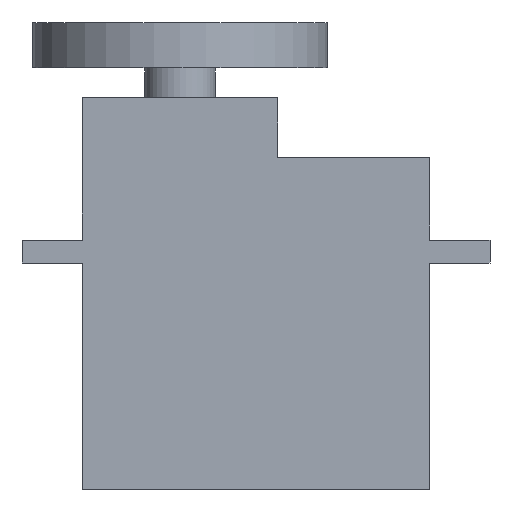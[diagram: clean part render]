
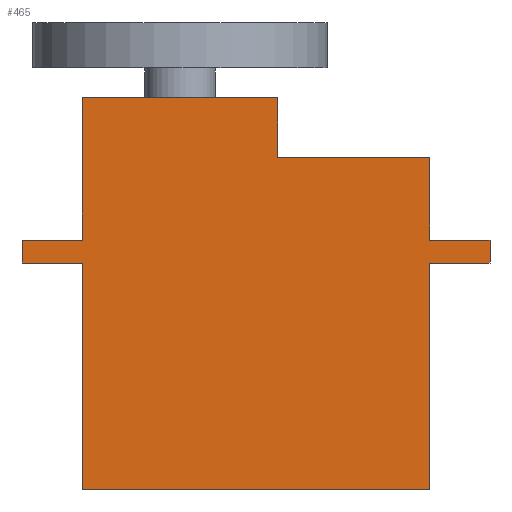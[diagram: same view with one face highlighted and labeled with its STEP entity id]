
A CAD part, left-side view. The second image highlights one B-rep face of the part: STEP entity #465.
In plain terms, the highlighted planar face has unit normal (-1, 0, 0).
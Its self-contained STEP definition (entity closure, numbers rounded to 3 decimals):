
#33=PLANE('',#521);
#57=FACE_OUTER_BOUND('',#83,.T.);
#83=EDGE_LOOP('',(#358,#359,#360,#361,#362,#363,#364,#365,#366,#367,#368,
#369,#370,#371));
#109=LINE('',#725,#156);
#110=LINE('',#727,#157);
#111=LINE('',#729,#158);
#112=LINE('',#731,#159);
#113=LINE('',#733,#160);
#114=LINE('',#735,#161);
#115=LINE('',#737,#162);
#116=LINE('',#739,#163);
#117=LINE('',#741,#164);
#118=LINE('',#743,#165);
#119=LINE('',#745,#166);
#120=LINE('',#747,#167);
#121=LINE('',#749,#168);
#122=LINE('',#750,#169);
#156=VECTOR('',#599,10.);
#157=VECTOR('',#600,10.);
#158=VECTOR('',#601,10.);
#159=VECTOR('',#602,10.);
#160=VECTOR('',#603,10.);
#161=VECTOR('',#604,10.);
#162=VECTOR('',#605,10.);
#163=VECTOR('',#606,10.);
#164=VECTOR('',#607,10.);
#165=VECTOR('',#608,10.);
#166=VECTOR('',#609,10.);
#167=VECTOR('',#610,10.);
#168=VECTOR('',#611,10.);
#169=VECTOR('',#612,10.);
#232=VERTEX_POINT('',#723);
#233=VERTEX_POINT('',#724);
#234=VERTEX_POINT('',#726);
#235=VERTEX_POINT('',#728);
#236=VERTEX_POINT('',#730);
#237=VERTEX_POINT('',#732);
#238=VERTEX_POINT('',#734);
#239=VERTEX_POINT('',#736);
#240=VERTEX_POINT('',#738);
#241=VERTEX_POINT('',#740);
#242=VERTEX_POINT('',#742);
#243=VERTEX_POINT('',#744);
#244=VERTEX_POINT('',#746);
#245=VERTEX_POINT('',#748);
#282=EDGE_CURVE('',#232,#233,#109,.T.);
#283=EDGE_CURVE('',#233,#234,#110,.T.);
#284=EDGE_CURVE('',#234,#235,#111,.T.);
#285=EDGE_CURVE('',#235,#236,#112,.T.);
#286=EDGE_CURVE('',#236,#237,#113,.T.);
#287=EDGE_CURVE('',#237,#238,#114,.T.);
#288=EDGE_CURVE('',#238,#239,#115,.T.);
#289=EDGE_CURVE('',#239,#240,#116,.T.);
#290=EDGE_CURVE('',#240,#241,#117,.T.);
#291=EDGE_CURVE('',#241,#242,#118,.T.);
#292=EDGE_CURVE('',#242,#243,#119,.T.);
#293=EDGE_CURVE('',#243,#244,#120,.T.);
#294=EDGE_CURVE('',#244,#245,#121,.T.);
#295=EDGE_CURVE('',#245,#232,#122,.T.);
#358=ORIENTED_EDGE('',*,*,#282,.T.);
#359=ORIENTED_EDGE('',*,*,#283,.T.);
#360=ORIENTED_EDGE('',*,*,#284,.T.);
#361=ORIENTED_EDGE('',*,*,#285,.T.);
#362=ORIENTED_EDGE('',*,*,#286,.T.);
#363=ORIENTED_EDGE('',*,*,#287,.T.);
#364=ORIENTED_EDGE('',*,*,#288,.T.);
#365=ORIENTED_EDGE('',*,*,#289,.T.);
#366=ORIENTED_EDGE('',*,*,#290,.T.);
#367=ORIENTED_EDGE('',*,*,#291,.T.);
#368=ORIENTED_EDGE('',*,*,#292,.T.);
#369=ORIENTED_EDGE('',*,*,#293,.T.);
#370=ORIENTED_EDGE('',*,*,#294,.T.);
#371=ORIENTED_EDGE('',*,*,#295,.T.);
#465=ADVANCED_FACE('',(#57),#33,.T.);
#521=AXIS2_PLACEMENT_3D('',#722,#597,#598);
#597=DIRECTION('center_axis',(-1.,0.,0.));
#598=DIRECTION('ref_axis',(0.,0.,1.));
#599=DIRECTION('',(0.,1.,0.));
#600=DIRECTION('',(0.,0.,-1.));
#601=DIRECTION('',(0.,1.,0.));
#602=DIRECTION('',(0.,0.,-1.));
#603=DIRECTION('',(0.,-1.,0.));
#604=DIRECTION('',(0.,0.,-1.));
#605=DIRECTION('',(0.,-1.,0.));
#606=DIRECTION('',(0.,0.,1.));
#607=DIRECTION('',(0.,-1.,0.));
#608=DIRECTION('',(0.,0.,1.));
#609=DIRECTION('',(0.,1.,0.));
#610=DIRECTION('',(0.,0.,1.));
#611=DIRECTION('',(0.,1.,0.));
#612=DIRECTION('',(0.,0.,1.));
#722=CARTESIAN_POINT('Origin',(-5.868,11.557,13.018));
#723=CARTESIAN_POINT('',(-5.868,10.114,26.035));
#724=CARTESIAN_POINT('',(-5.868,23.114,26.035));
#725=CARTESIAN_POINT('',(-5.868,23.114,26.035));
#726=CARTESIAN_POINT('',(-5.868,23.114,16.561));
#727=CARTESIAN_POINT('',(-5.868,23.114,0.));
#728=CARTESIAN_POINT('',(-5.868,27.114,16.561));
#729=CARTESIAN_POINT('',(-5.868,23.114,16.561));
#730=CARTESIAN_POINT('',(-5.868,27.114,15.037));
#731=CARTESIAN_POINT('',(-5.868,27.114,16.561));
#732=CARTESIAN_POINT('',(-5.868,23.114,15.037));
#733=CARTESIAN_POINT('',(-5.868,27.114,15.037));
#734=CARTESIAN_POINT('',(-5.868,23.114,0.));
#735=CARTESIAN_POINT('',(-5.868,23.114,0.));
#736=CARTESIAN_POINT('',(-5.868,0.,0.));
#737=CARTESIAN_POINT('',(-5.868,0.,0.));
#738=CARTESIAN_POINT('',(-5.868,0.,15.037));
#739=CARTESIAN_POINT('',(-5.868,0.,22.047));
#740=CARTESIAN_POINT('',(-5.868,-4.,15.037));
#741=CARTESIAN_POINT('',(-5.868,-4.,15.037));
#742=CARTESIAN_POINT('',(-5.868,-4.,16.561));
#743=CARTESIAN_POINT('',(-5.868,-4.,16.561));
#744=CARTESIAN_POINT('',(-5.868,0.,16.561));
#745=CARTESIAN_POINT('',(-5.868,0.,16.561));
#746=CARTESIAN_POINT('',(-5.868,0.,22.047));
#747=CARTESIAN_POINT('',(-5.868,0.,22.047));
#748=CARTESIAN_POINT('',(-5.868,10.114,22.047));
#749=CARTESIAN_POINT('',(-5.868,10.114,22.047));
#750=CARTESIAN_POINT('',(-5.868,10.114,26.035));
